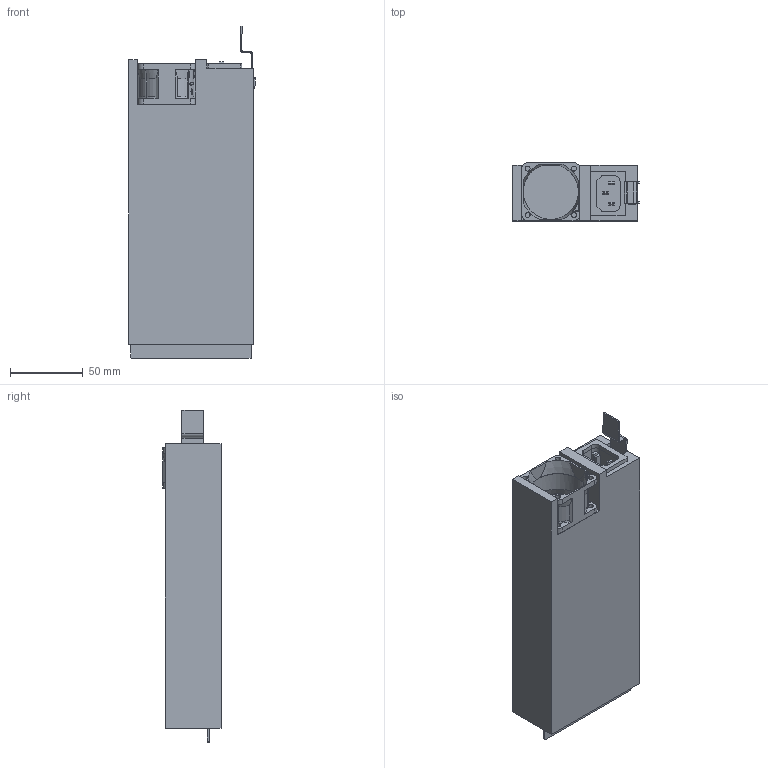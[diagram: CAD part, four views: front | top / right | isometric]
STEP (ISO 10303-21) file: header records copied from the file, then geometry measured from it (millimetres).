
FILE_DESCRIPTION(/* description */ (''),/* implementation_level */ '2;1');
FILE_NAME(/* name */ 'DPS-1200FB-1 A.stp',/* time_stamp */ '2018-07-26T10:29:02-07:00',/* author */ ('admin'),/* organization */ (''),/* preprocessor_version */ 'ST-DEVELOPER v17',/* originating_system */ 'Autodesk Inventor 2019',/* authorisation */ '');
FILE_SCHEMA (('AUTOMOTIVE_DESIGN { 1 0 10303 214 3 1 1 }'));
Length unit declared in the file: inch
Products named in the file (6): DPS-1200FB-1 A; DPS-1200FB-Body; DPS-1200FB-1 Fan 40x40x28 FFB0412VHN-F00; DPS-1200FB-1 AC inlet IEC320-C20; DPS-1200FB-1 PCB Connector; DPS-1200FB-1 Lever
Assembly tree (5 placements, depth 2):
  DPS-1200FB-1 A
    DPS-1200FB-Body
    DPS-1200FB-1 Fan 40x40x28 FFB0412VHN-F00
    DPS-1200FB-1 AC inlet IEC320-C20
    DPS-1200FB-1 PCB Connector
    DPS-1200FB-1 Lever
Bounding box: 87.52 x 40 x 228.93 mm (x, y, z)
Volume: 588807.8 mm3; surface area: 77925 mm2
Topology: 5 solids, 5 shells, 402 faces, 1085 edges, 696 vertices
Faces by surface type: plane 289, cylinder 87, cone 26
Full cylindrical faces by diameter (mm): 3.5 x8, 38 x1
Entity records: 13062 total; most frequent: CARTESIAN_POINT 2494, ORIENTED_EDGE 2170, DIRECTION 2104, EDGE_CURVE 1085, LINE 778, VECTOR 778, VERTEX_POINT 696, AXIS2_PLACEMENT_3D 663
